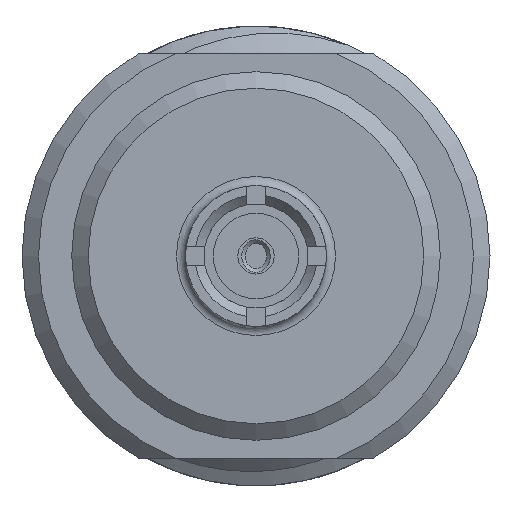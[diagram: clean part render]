
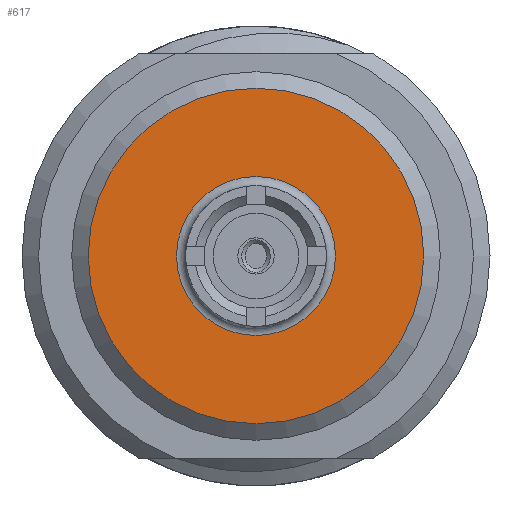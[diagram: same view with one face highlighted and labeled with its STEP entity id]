
A CAD part, left-side view. The second image highlights one B-rep face of the part: STEP entity #617.
In plain terms, the highlighted planar face has unit normal (-1, 0, 0).
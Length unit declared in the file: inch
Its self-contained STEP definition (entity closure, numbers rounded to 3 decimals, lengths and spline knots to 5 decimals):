
#109 = PLANE ( 'NONE',  #135 ) ;
#129 = VERTEX_POINT ( 'NONE', #2384 ) ;
#135 = AXIS2_PLACEMENT_3D ( 'NONE', #2792, #3317, #1868 ) ;
#425 = DIRECTION ( 'NONE',  ( 1., 0., 0. ) ) ;
#617 = ADVANCED_FACE ( 'NONE', ( #3333, #3646 ), #109, .T. ) ;
#658 = EDGE_LOOP ( 'NONE', ( #1536 ) ) ;
#832 = EDGE_CURVE ( 'NONE', #129, #129, #2948, .T. ) ;
#1186 = AXIS2_PLACEMENT_3D ( 'NONE', #3050, #425, #1596 ) ;
#1303 = AXIS2_PLACEMENT_3D ( 'NONE', #1781, #3547, #2945 ) ;
#1536 = ORIENTED_EDGE ( 'NONE', *, *, #832, .T. ) ;
#1596 = DIRECTION ( 'NONE',  ( 0., 0., -1. ) ) ;
#1657 = VERTEX_POINT ( 'NONE', #2537 ) ;
#1781 = CARTESIAN_POINT ( 'NONE',  ( 0., 0., 0. ) ) ;
#1868 = DIRECTION ( 'NONE',  ( 0., 0., 1. ) ) ;
#2251 = EDGE_CURVE ( 'NONE', #1657, #1657, #3665, .T. ) ;
#2384 = CARTESIAN_POINT ( 'NONE',  ( 0., 0., 0.04322 ) ) ;
#2537 = CARTESIAN_POINT ( 'NONE',  ( 0., 0., -0.09121 ) ) ;
#2792 = CARTESIAN_POINT ( 'NONE',  ( 0., 0.03822, 0. ) ) ;
#2945 = DIRECTION ( 'NONE',  ( 0., 0., 1. ) ) ;
#2948 = CIRCLE ( 'NONE', #1303, 0.04322 ) ;
#3050 = CARTESIAN_POINT ( 'NONE',  ( 0., 0., 0. ) ) ;
#3317 = DIRECTION ( 'NONE',  ( -1., 0., 0. ) ) ;
#3333 = FACE_BOUND ( 'NONE', #658, .T. ) ;
#3448 = ORIENTED_EDGE ( 'NONE', *, *, #2251, .F. ) ;
#3547 = DIRECTION ( 'NONE',  ( 1., 0., 0. ) ) ;
#3639 = EDGE_LOOP ( 'NONE', ( #3448 ) ) ;
#3646 = FACE_OUTER_BOUND ( 'NONE', #3639, .T. ) ;
#3665 = CIRCLE ( 'NONE', #1186, 0.09121 ) ;
